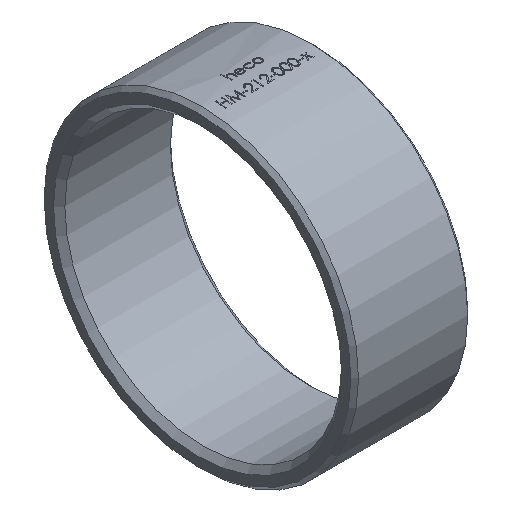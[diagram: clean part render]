
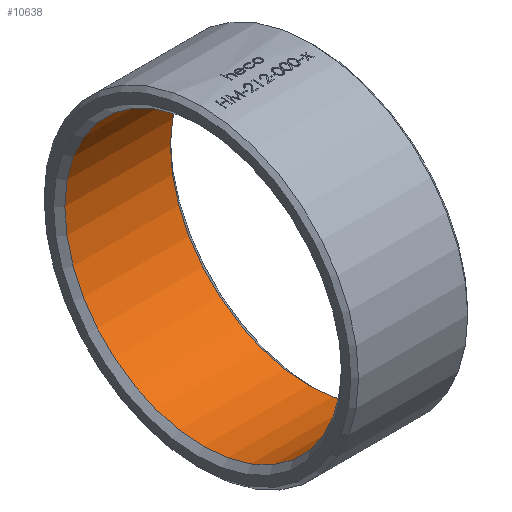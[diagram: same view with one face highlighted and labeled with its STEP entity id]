
A CAD part, isometric view. The second image highlights one B-rep face of the part: STEP entity #10638.
In plain terms, the highlighted cylindrical face has radius 36.113 mm (diameter 72.226 mm), a full revolution.
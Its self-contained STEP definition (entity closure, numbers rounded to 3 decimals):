
#3 = ORIENTED_EDGE ( 'NONE', *, *, #6726, .T. ) ;
#638 = AXIS2_PLACEMENT_3D ( 'NONE', #1623, #4755, #6570 ) ;
#734 = FACE_OUTER_BOUND ( 'NONE', #1798, .T. ) ;
#1173 = DIRECTION ( 'NONE',  ( 1., 0., 0. ) ) ;
#1572 = CYLINDRICAL_SURFACE ( 'NONE', #638, 36.113 ) ;
#1623 = CARTESIAN_POINT ( 'NONE',  ( 30.501, 0., 0. ) ) ;
#1798 = EDGE_LOOP ( 'NONE', ( #5229 ) ) ;
#1993 = DIRECTION ( 'NONE',  ( 0., 0., -1. ) ) ;
#2779 = VERTEX_POINT ( 'NONE', #7889 ) ;
#4142 = EDGE_LOOP ( 'NONE', ( #3 ) ) ;
#4434 = DIRECTION ( 'NONE',  ( 0., 0., -1. ) ) ;
#4755 = DIRECTION ( 'NONE',  ( -1., 0., 0. ) ) ;
#5229 = ORIENTED_EDGE ( 'NONE', *, *, #8889, .T. ) ;
#5501 = CARTESIAN_POINT ( 'NONE',  ( 29.021, 0., -36.113 ) ) ;
#6036 = DIRECTION ( 'NONE',  ( -1., 0., 0. ) ) ;
#6514 = FACE_OUTER_BOUND ( 'NONE', #4142, .T. ) ;
#6570 = DIRECTION ( 'NONE',  ( 0., 0., 1. ) ) ;
#6726 = EDGE_CURVE ( 'NONE', #2779, #2779, #8852, .T. ) ;
#7889 = CARTESIAN_POINT ( 'NONE',  ( 1.479, 0., -36.113 ) ) ;
#8193 = CIRCLE ( 'NONE', #10062, 36.113 ) ;
#8512 = AXIS2_PLACEMENT_3D ( 'NONE', #8609, #6036, #4434 ) ;
#8609 = CARTESIAN_POINT ( 'NONE',  ( 1.479, 0., 0. ) ) ;
#8639 = CARTESIAN_POINT ( 'NONE',  ( 29.021, 0., 0. ) ) ;
#8800 = VERTEX_POINT ( 'NONE', #5501 ) ;
#8852 = CIRCLE ( 'NONE', #8512, 36.113 ) ;
#8889 = EDGE_CURVE ( 'NONE', #8800, #8800, #8193, .T. ) ;
#10062 = AXIS2_PLACEMENT_3D ( 'NONE', #8639, #1173, #1993 ) ;
#10638 = ADVANCED_FACE ( 'NONE', ( #734, #6514 ), #1572, .F. ) ;
